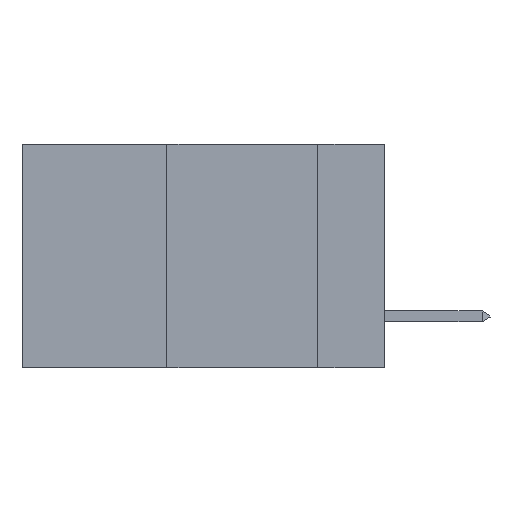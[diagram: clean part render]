
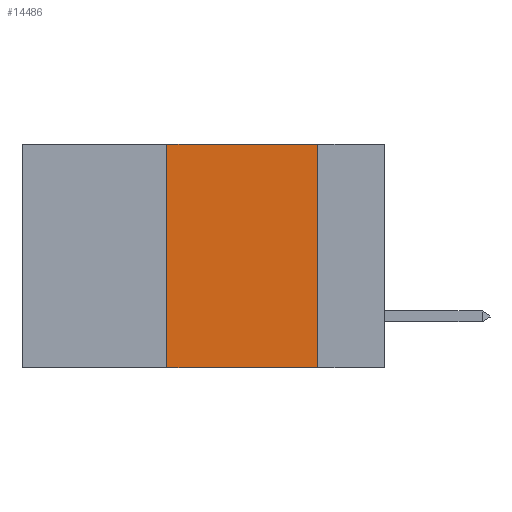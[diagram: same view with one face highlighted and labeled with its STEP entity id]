
A CAD part, left-side view. The second image highlights one B-rep face of the part: STEP entity #14486.
In plain terms, the highlighted planar face has unit normal (-1, 0, 0).
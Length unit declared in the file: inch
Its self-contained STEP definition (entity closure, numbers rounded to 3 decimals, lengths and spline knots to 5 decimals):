
#986 = VERTEX_POINT ( 'NONE', #5997 ) ;
#1083 = CARTESIAN_POINT ( 'NONE',  ( 0., 0.6, -0.37 ) ) ;
#1324 = LINE ( 'NONE', #5547, #3314 ) ;
#1874 = VECTOR ( 'NONE', #8766, 39.37008 ) ;
#2761 = FACE_OUTER_BOUND ( 'NONE', #14333, .T. ) ;
#3073 = CARTESIAN_POINT ( 'NONE',  ( 0., 0.11, 0. ) ) ;
#3142 = PLANE ( 'NONE',  #6036 ) ;
#3314 = VECTOR ( 'NONE', #12710, 39.37008 ) ;
#3732 = CARTESIAN_POINT ( 'NONE',  ( 0., 0.11, 0. ) ) ;
#3996 = VECTOR ( 'NONE', #13833, 39.37008 ) ;
#4282 = ORIENTED_EDGE ( 'NONE', *, *, #14690, .F. ) ;
#4521 = LINE ( 'NONE', #17489, #8520 ) ;
#5547 = CARTESIAN_POINT ( 'NONE',  ( 0., 0.6, 0. ) ) ;
#5773 = EDGE_CURVE ( 'NONE', #12181, #17522, #1324, .T. ) ;
#5997 = CARTESIAN_POINT ( 'NONE',  ( 0., 0.36, -0.37 ) ) ;
#6036 = AXIS2_PLACEMENT_3D ( 'NONE', #15772, #14459, #7329 ) ;
#6610 = ORIENTED_EDGE ( 'NONE', *, *, #9622, .T. ) ;
#7329 = DIRECTION ( 'NONE',  ( 0., 0., -1. ) ) ;
#7379 = ORIENTED_EDGE ( 'NONE', *, *, #5773, .F. ) ;
#7837 = VERTEX_POINT ( 'NONE', #8389 ) ;
#8389 = CARTESIAN_POINT ( 'NONE',  ( 0., 0.11, -0.37 ) ) ;
#8513 = LINE ( 'NONE', #3073, #1874 ) ;
#8520 = VECTOR ( 'NONE', #11606, 39.37008 ) ;
#8766 = DIRECTION ( 'NONE',  ( 0., 0., -1. ) ) ;
#8906 = EDGE_CURVE ( 'NONE', #986, #12181, #4521, .T. ) ;
#9622 = EDGE_CURVE ( 'NONE', #986, #7837, #12373, .T. ) ;
#11606 = DIRECTION ( 'NONE',  ( 0., 0., 1. ) ) ;
#11752 = CARTESIAN_POINT ( 'NONE',  ( 0., 0.36, 0. ) ) ;
#12181 = VERTEX_POINT ( 'NONE', #11752 ) ;
#12373 = LINE ( 'NONE', #1083, #3996 ) ;
#12710 = DIRECTION ( 'NONE',  ( 0., -1., 0. ) ) ;
#13243 = ORIENTED_EDGE ( 'NONE', *, *, #8906, .F. ) ;
#13833 = DIRECTION ( 'NONE',  ( 0., -1., 0. ) ) ;
#14333 = EDGE_LOOP ( 'NONE', ( #4282, #7379, #13243, #6610 ) ) ;
#14459 = DIRECTION ( 'NONE',  ( 1., 0., 0. ) ) ;
#14486 = ADVANCED_FACE ( 'NONE', ( #2761 ), #3142, .F. ) ;
#14690 = EDGE_CURVE ( 'NONE', #17522, #7837, #8513, .T. ) ;
#15772 = CARTESIAN_POINT ( 'NONE',  ( 0., 0.6, 0. ) ) ;
#17489 = CARTESIAN_POINT ( 'NONE',  ( 0., 0.36, 0. ) ) ;
#17522 = VERTEX_POINT ( 'NONE', #3732 ) ;
